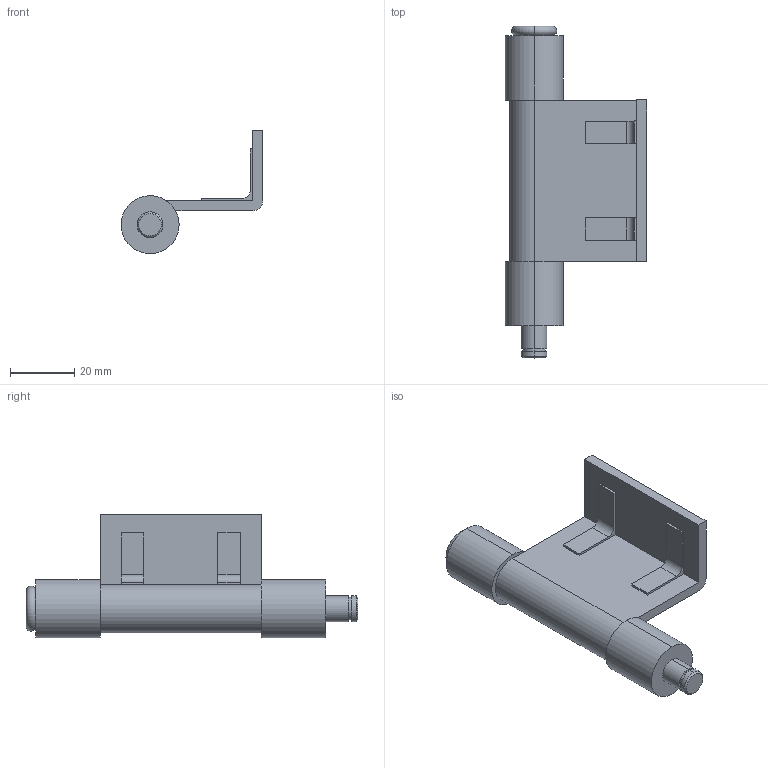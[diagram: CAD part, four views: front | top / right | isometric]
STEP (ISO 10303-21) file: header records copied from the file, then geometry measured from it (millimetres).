
FILE_DESCRIPTION (( 'STEP AP203' ), '1' );
FILE_NAME ('B-538.STEP', '2009-03-13T01:48:56', ( ' ' ), ( ' ' ), 'SwSTEP 2.0', 'SolidWorks 2007', '' );
FILE_SCHEMA (( 'CONFIG_CONTROL_DESIGN' ));
Length unit declared in the file: millimetre
Products named in the file (4): B-538僇儔乕__棉太倌; B-538; B-538僺儞__棉太倌; B-538僸儞僕__棉太倌
Assembly tree (4 placements, depth 2):
  B-538
    B-538僸儞僕__棉太倌
    B-538僇儔乕__棉太倌  x2
    B-538僺儞__棉太倌
Bounding box: 44 x 103 x 38.3 mm (x, y, z)
Volume: 28147.7 mm3; surface area: 16449.4 mm2
Topology: 4 solids, 4 shells, 53 faces, 124 edges, 82 vertices
Faces by surface type: plane 28, cylinder 21, cone 2, torus 2
Entity records: 1826 total; most frequent: DIRECTION 262, CARTESIAN_POINT 240, ORIENTED_EDGE 224, EDGE_CURVE 112, AXIS2_PLACEMENT_3D 96, VERTEX_POINT 74, VECTOR 70, LINE 70
